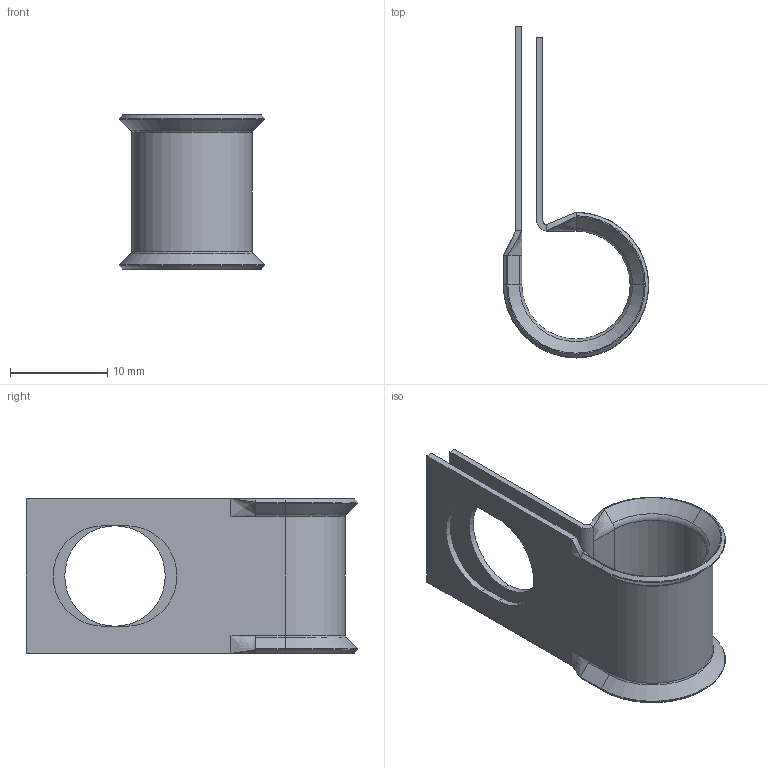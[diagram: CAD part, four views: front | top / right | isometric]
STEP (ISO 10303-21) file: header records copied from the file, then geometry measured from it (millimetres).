
FILE_DESCRIPTION (( 'STEP AP214' ), '1' );
FILE_NAME ('CF 0713Z2.step', '2018-10-30T21:02:13', ( 'User' ), ( 'Microsoft' ), 'SwSTEP 2.0', 'SolidWorks 2018', '' );
FILE_SCHEMA (( 'AUTOMOTIVE_DESIGN' ));
Length unit declared in the file: inch
Products named in the file (1): CF 0713Z2
Bounding box: 14.93 x 34.04 x 15.88 mm (x, y, z)
Volume: 678.2 mm3; surface area: 2303.6 mm2
Topology: 1 solids, 1 shells, 69 faces, 165 edges, 98 vertices
Faces by surface type: plane 21, cylinder 18, bspline 13, cone 9, torus 8
Entity records: 2706 total; most frequent: CARTESIAN_POINT 1084, ORIENTED_EDGE 330, DIRECTION 324, EDGE_CURVE 165, AXIS2_PLACEMENT_3D 112, LINE 100, VECTOR 100, VERTEX_POINT 98
